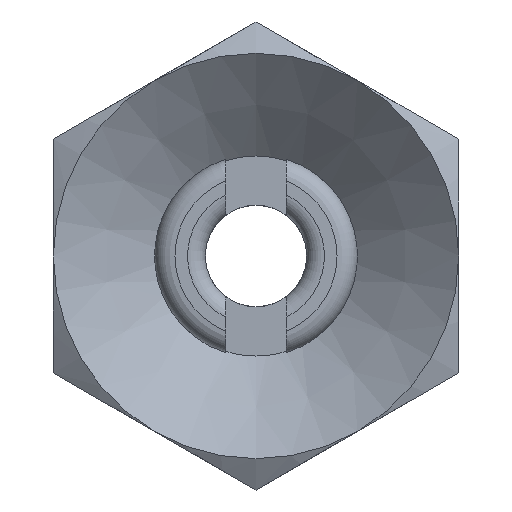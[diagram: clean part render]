
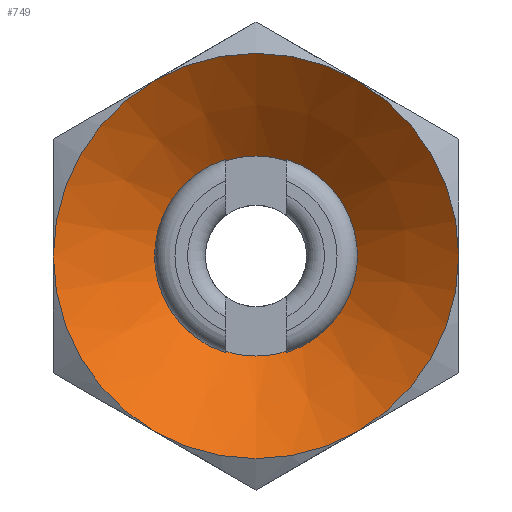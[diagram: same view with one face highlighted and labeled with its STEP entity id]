
A CAD part, front view. The second image highlights one B-rep face of the part: STEP entity #749.
In plain terms, the highlighted conical face has half-angle 50 degrees and reference radius 2 mm.
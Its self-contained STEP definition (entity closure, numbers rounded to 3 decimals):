
#20=CONICAL_SURFACE('',#830,2.,0.873);
#38=B_SPLINE_CURVE_WITH_KNOTS('',3,(#1241,#1242,#1243,#1244),
 .UNSPECIFIED.,.F.,.F.,(4,4),(0.002,0.002),
 .UNSPECIFIED.);
#39=B_SPLINE_CURVE_WITH_KNOTS('',3,(#1245,#1246,#1247,#1248),
 .UNSPECIFIED.,.F.,.F.,(4,4),(0.003,0.003),
 .UNSPECIFIED.);
#40=B_SPLINE_CURVE_WITH_KNOTS('',3,(#1249,#1250,#1251,#1252),
 .UNSPECIFIED.,.F.,.F.,(4,4),(0.002,0.002),
 .UNSPECIFIED.);
#41=B_SPLINE_CURVE_WITH_KNOTS('',3,(#1253,#1254,#1255,#1256),
 .UNSPECIFIED.,.F.,.F.,(4,4),(0.003,0.003),
 .UNSPECIFIED.);
#188=ORIENTED_EDGE('',*,*,#384,.T.);
#189=ORIENTED_EDGE('',*,*,#381,.F.);
#190=ORIENTED_EDGE('',*,*,#385,.T.);
#191=ORIENTED_EDGE('',*,*,#345,.T.);
#192=ORIENTED_EDGE('',*,*,#386,.T.);
#193=ORIENTED_EDGE('',*,*,#379,.F.);
#194=ORIENTED_EDGE('',*,*,#387,.T.);
#195=ORIENTED_EDGE('',*,*,#349,.T.);
#196=ORIENTED_EDGE('',*,*,#388,.T.);
#345=EDGE_CURVE('',#448,#449,#519,.F.);
#349=EDGE_CURVE('',#452,#453,#521,.F.);
#379=EDGE_CURVE('',#473,#474,#532,.T.);
#381=EDGE_CURVE('',#475,#476,#533,.T.);
#384=EDGE_CURVE('',#477,#477,#534,.T.);
#385=EDGE_CURVE('',#475,#448,#38,.T.);
#386=EDGE_CURVE('',#449,#474,#39,.T.);
#387=EDGE_CURVE('',#473,#452,#40,.T.);
#388=EDGE_CURVE('',#453,#476,#41,.T.);
#448=VERTEX_POINT('',#1137);
#449=VERTEX_POINT('',#1138);
#452=VERTEX_POINT('',#1146);
#453=VERTEX_POINT('',#1147);
#473=VERTEX_POINT('',#1228);
#474=VERTEX_POINT('',#1230);
#475=VERTEX_POINT('',#1234);
#476=VERTEX_POINT('',#1235);
#477=VERTEX_POINT('',#1240);
#519=CIRCLE('',#805,1.974);
#521=CIRCLE('',#808,1.974);
#532=CIRCLE('',#827,2.);
#533=CIRCLE('',#829,2.);
#534=CIRCLE('',#831,4.);
#576=EDGE_LOOP('',(#188));
#577=EDGE_LOOP('',(#189,#190,#191,#192,#193,#194,#195,#196));
#650=FACE_BOUND('',#576,.T.);
#651=FACE_BOUND('',#577,.T.);
#749=ADVANCED_FACE('',(#650,#651),#20,.F.);
#805=AXIS2_PLACEMENT_3D('',#1136,#906,#907);
#808=AXIS2_PLACEMENT_3D('',#1145,#914,#915);
#827=AXIS2_PLACEMENT_3D('',#1229,#963,#964);
#829=AXIS2_PLACEMENT_3D('',#1233,#968,#969);
#830=AXIS2_PLACEMENT_3D('',#1238,#972,#973);
#831=AXIS2_PLACEMENT_3D('',#1239,#974,#975);
#906=DIRECTION('',(0.,-1.,0.));
#907=DIRECTION('',(0.,0.,-1.));
#914=DIRECTION('',(0.,-1.,0.));
#915=DIRECTION('',(0.,0.,-1.));
#963=DIRECTION('',(0.,-1.,0.));
#964=DIRECTION('',(0.,0.,-1.));
#968=DIRECTION('',(0.,-1.,0.));
#969=DIRECTION('',(0.,0.,-1.));
#972=DIRECTION('',(0.,-1.,0.));
#973=DIRECTION('',(0.,0.,-1.));
#974=DIRECTION('',(0.,-1.,0.));
#975=DIRECTION('',(0.,0.,-1.));
#1136=CARTESIAN_POINT('',(0.,1.7,0.));
#1137=CARTESIAN_POINT('',(0.6,1.7,-1.881));
#1138=CARTESIAN_POINT('',(-0.6,1.7,-1.881));
#1145=CARTESIAN_POINT('',(0.,1.7,0.));
#1146=CARTESIAN_POINT('',(-0.6,1.7,1.881));
#1147=CARTESIAN_POINT('',(0.6,1.7,1.881));
#1228=CARTESIAN_POINT('',(-0.6,1.678,1.908));
#1229=CARTESIAN_POINT('',(0.,1.678,0.));
#1230=CARTESIAN_POINT('',(-0.6,1.678,-1.908));
#1233=CARTESIAN_POINT('',(0.,1.678,0.));
#1234=CARTESIAN_POINT('',(0.6,1.678,-1.908));
#1235=CARTESIAN_POINT('',(0.6,1.678,1.908));
#1238=CARTESIAN_POINT('',(0.,1.678,0.));
#1239=CARTESIAN_POINT('',(0.,0.,0.));
#1240=CARTESIAN_POINT('',(0.,0.,-4.));
#1241=CARTESIAN_POINT('',(0.6,1.678,-1.908));
#1242=CARTESIAN_POINT('',(0.6,1.685,-1.899));
#1243=CARTESIAN_POINT('',(0.6,1.693,-1.89));
#1244=CARTESIAN_POINT('',(0.6,1.7,-1.881));
#1245=CARTESIAN_POINT('',(-0.6,1.7,-1.881));
#1246=CARTESIAN_POINT('',(-0.6,1.693,-1.89));
#1247=CARTESIAN_POINT('',(-0.6,1.685,-1.899));
#1248=CARTESIAN_POINT('',(-0.6,1.678,-1.908));
#1249=CARTESIAN_POINT('',(-0.6,1.678,1.908));
#1250=CARTESIAN_POINT('',(-0.6,1.685,1.899));
#1251=CARTESIAN_POINT('',(-0.6,1.693,1.89));
#1252=CARTESIAN_POINT('',(-0.6,1.7,1.881));
#1253=CARTESIAN_POINT('',(0.6,1.7,1.881));
#1254=CARTESIAN_POINT('',(0.6,1.693,1.89));
#1255=CARTESIAN_POINT('',(0.6,1.685,1.899));
#1256=CARTESIAN_POINT('',(0.6,1.678,1.908));
